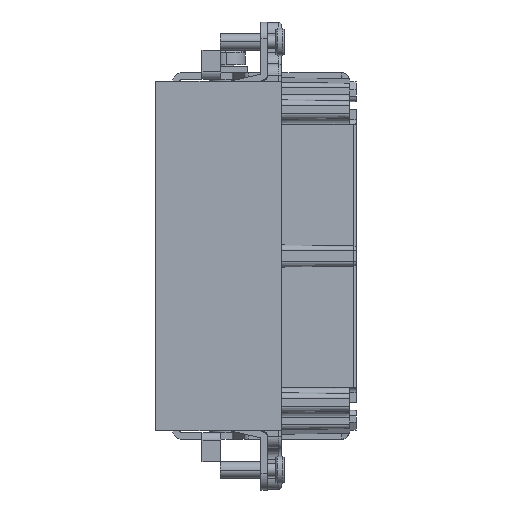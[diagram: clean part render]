
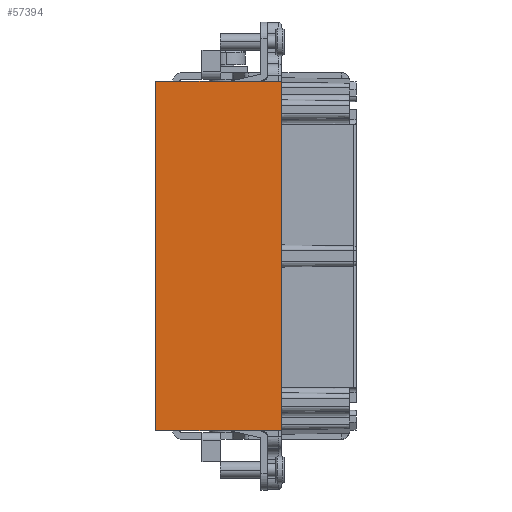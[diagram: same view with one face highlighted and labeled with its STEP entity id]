
A CAD part, left-side view. The second image highlights one B-rep face of the part: STEP entity #57394.
In plain terms, the highlighted planar face has unit normal (-1, 0, 0).
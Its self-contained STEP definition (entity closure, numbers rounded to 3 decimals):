
#83=DIRECTION('',(0.,0.,-1.));
#84=VECTOR('',#83,63.3);
#85=CARTESIAN_POINT('',(-17.,0.,48.4));
#86=LINE('',#85,#84);
#9283=DIRECTION('',(0.,1.,0.));
#9284=VECTOR('',#9283,22.7);
#9285=CARTESIAN_POINT('',(-17.,0.,48.4));
#9286=LINE('',#9285,#9284);
#9299=DIRECTION('',(0.,1.,0.));
#9300=VECTOR('',#9299,22.7);
#9301=CARTESIAN_POINT('',(-17.,0.,-14.9));
#9302=LINE('',#9301,#9300);
#11893=DIRECTION('',(0.,0.,-1.));
#11894=VECTOR('',#11893,63.3);
#11895=CARTESIAN_POINT('',(-17.,22.7,48.4));
#11896=LINE('',#11895,#11894);
#37671=CARTESIAN_POINT('',(-17.,0.,48.4));
#37672=CARTESIAN_POINT('',(-17.,0.,-14.9));
#37673=VERTEX_POINT('',#37671);
#37674=VERTEX_POINT('',#37672);
#37679=CARTESIAN_POINT('',(-17.,22.7,48.4));
#37680=VERTEX_POINT('',#37679);
#37681=CARTESIAN_POINT('',(-17.,22.7,-14.9));
#37682=VERTEX_POINT('',#37681);
#57381=CARTESIAN_POINT('',(-17.,0.,-14.9));
#57382=DIRECTION('',(-1.,0.,0.));
#57383=DIRECTION('',(0.,0.,1.));
#57384=AXIS2_PLACEMENT_3D('',#57381,#57382,#57383);
#57385=PLANE('',#57384);
#57386=ORIENTED_EDGE('',*,*,#48605,.T.);
#57388=ORIENTED_EDGE('',*,*,#57387,.T.);
#57390=ORIENTED_EDGE('',*,*,#57389,.F.);
#57391=ORIENTED_EDGE('',*,*,#54504,.F.);
#57392=EDGE_LOOP('',(#57386,#57388,#57390,#57391));
#57393=FACE_OUTER_BOUND('',#57392,.F.);
#57394=ADVANCED_FACE('',(#57393),#57385,.T.);
#48605=EDGE_CURVE('',#37673,#37674,#86,.T.);
#54504=EDGE_CURVE('',#37673,#37680,#9286,.T.);
#57387=EDGE_CURVE('',#37674,#37682,#9302,.T.);
#57389=EDGE_CURVE('',#37680,#37682,#11896,.T.);
